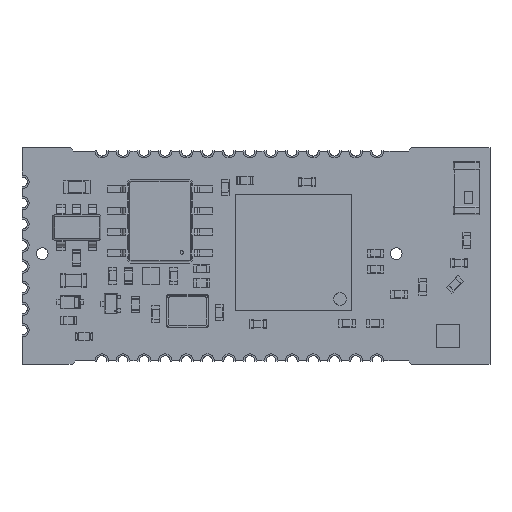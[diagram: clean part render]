
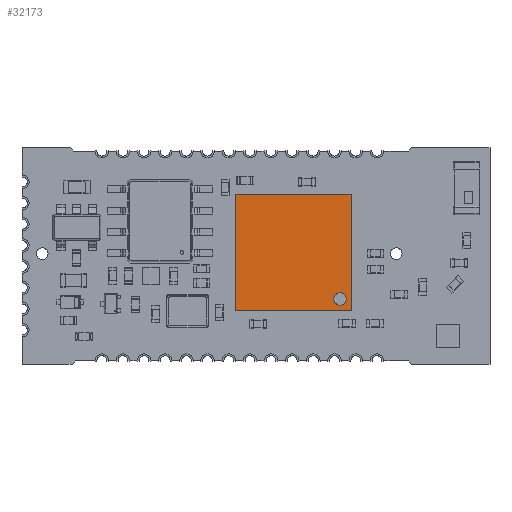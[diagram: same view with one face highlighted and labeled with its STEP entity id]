
A CAD part, top view. The second image highlights one B-rep face of the part: STEP entity #32173.
In plain terms, the highlighted face is planar.
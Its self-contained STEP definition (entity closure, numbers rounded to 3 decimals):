
#325=FACE_BOUND('',#5074,.T.);
#550=CIRCLE('',#34586,0.375);
#3197=FACE_OUTER_BOUND('',#5073,.T.);
#5073=EDGE_LOOP('',(#24535,#24536,#24537,#24538));
#5074=EDGE_LOOP('',(#24539));
#7659=LINE('',#49674,#11247);
#7718=LINE('',#49792,#11306);
#7777=LINE('',#49910,#11365);
#7836=LINE('',#50027,#11424);
#11247=VECTOR('',#39837,1.);
#11306=VECTOR('',#39898,1.);
#11365=VECTOR('',#39959,1.);
#11424=VECTOR('',#40020,1.);
#14472=VERTEX_POINT('',#49660);
#14477=VERTEX_POINT('',#49671);
#14478=VERTEX_POINT('',#49673);
#14536=VERTEX_POINT('',#49791);
#14594=VERTEX_POINT('',#49909);
#18070=EDGE_CURVE('',#14472,#14472,#550,.T.);
#18075=EDGE_CURVE('',#14478,#14477,#7659,.T.);
#18134=EDGE_CURVE('',#14536,#14478,#7718,.T.);
#18193=EDGE_CURVE('',#14594,#14536,#7777,.T.);
#18252=EDGE_CURVE('',#14477,#14594,#7836,.T.);
#24535=ORIENTED_EDGE('',*,*,#18075,.T.);
#24536=ORIENTED_EDGE('',*,*,#18252,.T.);
#24537=ORIENTED_EDGE('',*,*,#18193,.T.);
#24538=ORIENTED_EDGE('',*,*,#18134,.T.);
#24539=ORIENTED_EDGE('',*,*,#18070,.F.);
#30673=PLANE('',#34591);
#32173=ADVANCED_FACE('',(#3197,#325),#30673,.F.);
#34586=AXIS2_PLACEMENT_3D('',#49662,#39829,#39830);
#34591=AXIS2_PLACEMENT_3D('',#50135,#40075,#40076);
#39829=DIRECTION('center_axis',(0.,1.,0.));
#39830=DIRECTION('ref_axis',(0.,0.,1.));
#39837=DIRECTION('',(0.,0.,-1.));
#39898=DIRECTION('',(1.,0.,0.));
#39959=DIRECTION('',(0.,0.,1.));
#40020=DIRECTION('',(-1.,0.,0.));
#40075=DIRECTION('center_axis',(0.,-1.,0.));
#40076=DIRECTION('ref_axis',(0.,0.,-1.));
#49660=CARTESIAN_POINT('',(-2.8,0.9,-3.175));
#49662=CARTESIAN_POINT('Origin',(-2.8,0.9,-2.8));
#49671=CARTESIAN_POINT('',(3.5,0.9,-3.5));
#49673=CARTESIAN_POINT('',(3.5,0.9,3.5));
#49674=CARTESIAN_POINT('',(3.5,0.9,3.5));
#49791=CARTESIAN_POINT('',(-3.5,0.9,3.5));
#49792=CARTESIAN_POINT('',(-3.5,0.9,3.5));
#49909=CARTESIAN_POINT('',(-3.5,0.9,-3.5));
#49910=CARTESIAN_POINT('',(-3.5,0.9,3.5));
#50027=CARTESIAN_POINT('',(-3.5,0.9,-3.5));
#50135=CARTESIAN_POINT('Origin',(0.,0.9,0.));
